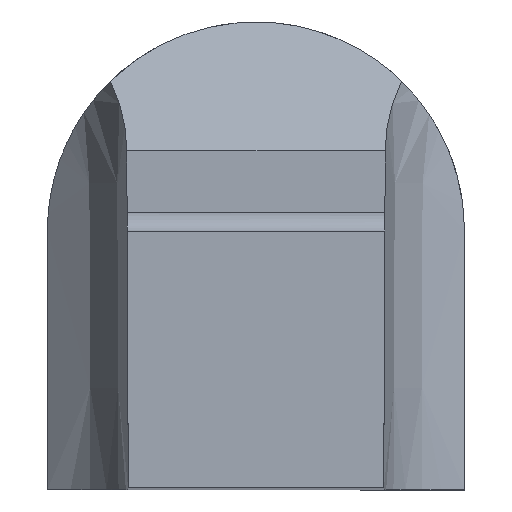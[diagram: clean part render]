
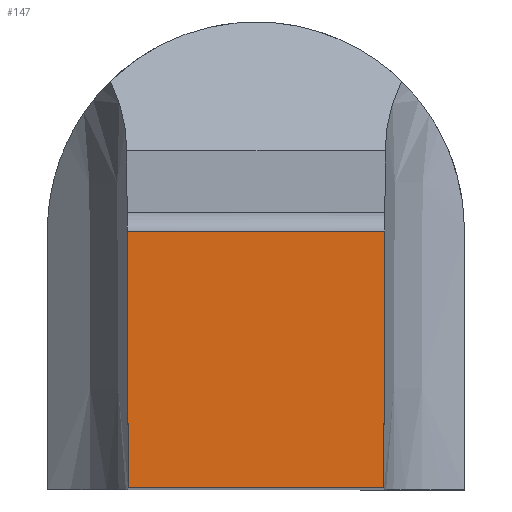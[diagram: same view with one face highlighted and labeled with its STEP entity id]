
A CAD part, top view. The second image highlights one B-rep face of the part: STEP entity #147.
In plain terms, the highlighted planar face has unit normal (0, 0, 1).
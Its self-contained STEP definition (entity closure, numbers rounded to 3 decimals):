
#134=PLANE('',#724);
#147=ADVANCED_FACE('',(#208),#134,.T.);
#208=FACE_OUTER_BOUND('',#226,.T.);
#226=EDGE_LOOP('',(#428,#429,#430,#431));
#345=LINE('',#1050,#369);
#357=LINE('',#1091,#381);
#359=LINE('',#1095,#383);
#361=LINE('',#1099,#385);
#369=VECTOR('',#823,1.);
#381=VECTOR('',#843,1.);
#383=VECTOR('',#849,1.);
#385=VECTOR('',#855,1.);
#428=ORIENTED_EDGE('',*,*,#623,.F.);
#429=ORIENTED_EDGE('',*,*,#629,.F.);
#430=ORIENTED_EDGE('',*,*,#608,.F.);
#431=ORIENTED_EDGE('',*,*,#626,.F.);
#546=VERTEX_POINT('',#1049);
#547=VERTEX_POINT('',#1051);
#554=VERTEX_POINT('',#1085);
#557=VERTEX_POINT('',#1090);
#608=EDGE_CURVE('',#546,#547,#345,.T.);
#623=EDGE_CURVE('',#557,#554,#357,.T.);
#626=EDGE_CURVE('',#554,#546,#359,.T.);
#629=EDGE_CURVE('',#547,#557,#361,.T.);
#724=AXIS2_PLACEMENT_3D('',#1101,#858,#859);
#823=DIRECTION('',(-1.,0.,0.));
#843=DIRECTION('',(1.,0.,0.));
#849=DIRECTION('',(-0.004,-1.,0.));
#855=DIRECTION('',(-0.004,1.,0.));
#858=DIRECTION('',(0.,0.,1.));
#859=DIRECTION('',(1.,0.,0.));
#1049=CARTESIAN_POINT('',(-0.087,0.,0.));
#1050=CARTESIAN_POINT('',(-0.087,0.,0.));
#1051=CARTESIAN_POINT('',(-19.863,0.,0.));
#1085=CARTESIAN_POINT('',(0.,19.875,0.));
#1090=CARTESIAN_POINT('',(-19.95,19.875,0.));
#1091=CARTESIAN_POINT('',(-19.95,19.875,0.));
#1095=CARTESIAN_POINT('',(0.,19.875,0.));
#1099=CARTESIAN_POINT('',(-19.863,0.,0.));
#1101=CARTESIAN_POINT('',(-19.95,19.875,0.));
